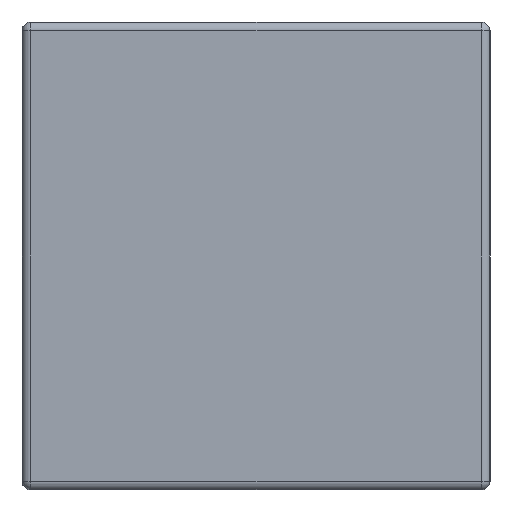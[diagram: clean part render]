
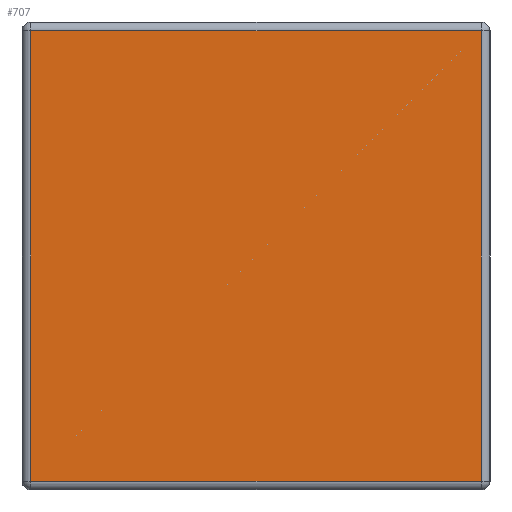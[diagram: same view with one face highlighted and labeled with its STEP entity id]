
A CAD part, left-side view. The second image highlights one B-rep face of the part: STEP entity #707.
In plain terms, the highlighted planar face has unit normal (-1, 0, 0).
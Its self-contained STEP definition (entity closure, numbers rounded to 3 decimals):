
#100=FACE_OUTER_BOUND('',#146,.T.);
#146=EDGE_LOOP('',(#514,#515,#516,#517));
#221=LINE('',#1191,#277);
#222=LINE('',#1193,#278);
#223=LINE('',#1195,#279);
#224=LINE('',#1196,#280);
#277=VECTOR('',#944,1000.);
#278=VECTOR('',#945,1000.);
#279=VECTOR('',#946,1000.);
#280=VECTOR('',#947,1000.);
#336=VERTEX_POINT('',#1189);
#337=VERTEX_POINT('',#1190);
#338=VERTEX_POINT('',#1192);
#339=VERTEX_POINT('',#1194);
#405=EDGE_CURVE('',#336,#337,#221,.T.);
#406=EDGE_CURVE('',#337,#338,#222,.T.);
#407=EDGE_CURVE('',#338,#339,#223,.T.);
#408=EDGE_CURVE('',#339,#336,#224,.T.);
#514=ORIENTED_EDGE('',*,*,#405,.T.);
#515=ORIENTED_EDGE('',*,*,#406,.T.);
#516=ORIENTED_EDGE('',*,*,#407,.T.);
#517=ORIENTED_EDGE('',*,*,#408,.T.);
#646=PLANE('',#782);
#707=ADVANCED_FACE('',(#100),#646,.F.);
#782=AXIS2_PLACEMENT_3D('',#1188,#942,#943);
#942=DIRECTION('center_axis',(1.,0.,0.));
#943=DIRECTION('ref_axis',(0.,0.,-1.));
#944=DIRECTION('',(0.,1.,0.));
#945=DIRECTION('',(0.,0.,-1.));
#946=DIRECTION('',(0.,-1.,0.));
#947=DIRECTION('',(0.,0.,1.));
#1188=CARTESIAN_POINT('Origin',(-1.6,0.8,1.6));
#1189=CARTESIAN_POINT('',(-1.6,-0.77,1.57));
#1190=CARTESIAN_POINT('',(-1.6,0.77,1.57));
#1191=CARTESIAN_POINT('',(-1.6,0.8,1.57));
#1192=CARTESIAN_POINT('',(-1.6,0.77,0.03));
#1193=CARTESIAN_POINT('',(-1.6,0.77,1.6));
#1194=CARTESIAN_POINT('',(-1.6,-0.77,0.03));
#1195=CARTESIAN_POINT('',(-1.6,0.8,0.03));
#1196=CARTESIAN_POINT('',(-1.6,-0.77,1.6));
